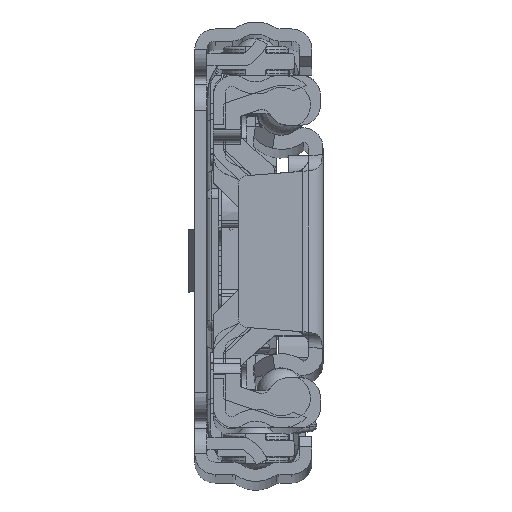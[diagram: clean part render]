
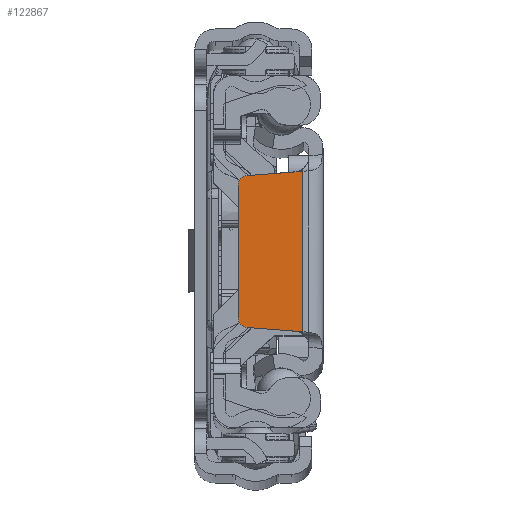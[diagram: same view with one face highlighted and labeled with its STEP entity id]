
A CAD part, top view. The second image highlights one B-rep face of the part: STEP entity #122867.
In plain terms, the highlighted face is planar.
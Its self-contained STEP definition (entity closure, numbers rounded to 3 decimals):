
#647 = CARTESIAN_POINT ( 'NONE',  ( -7.4, 6.524, 0. ) ) ;
#2165 = VERTEX_POINT ( 'NONE', #22370 ) ;
#2497 = CARTESIAN_POINT ( 'NONE',  ( -7.4, -6.524, 0. ) ) ;
#6564 = LINE ( 'NONE', #81123, #119394 ) ;
#6636 = AXIS2_PLACEMENT_3D ( 'NONE', #647, #51378, #62385 ) ;
#7121 = VERTEX_POINT ( 'NONE', #71624 ) ;
#11206 = CARTESIAN_POINT ( 'NONE',  ( -7.477, -7.521, 0. ) ) ;
#14573 = EDGE_CURVE ( 'NONE', #78918, #81021, #55458, .T. ) ;
#17720 = LINE ( 'NONE', #72121, #68479 ) ;
#21445 = EDGE_CURVE ( 'NONE', #41114, #40421, #106189, .T. ) ;
#22058 = DIRECTION ( 'NONE',  ( 0., -1., 0. ) ) ;
#22370 = CARTESIAN_POINT ( 'NONE',  ( -2.784, -7.885, 0. ) ) ;
#25161 = VECTOR ( 'NONE', #131391, 1000. ) ;
#28660 = ORIENTED_EDGE ( 'NONE', *, *, #91479, .F. ) ;
#31772 = CARTESIAN_POINT ( 'NONE',  ( -2., 7.945, 0. ) ) ;
#32464 = DIRECTION ( 'NONE',  ( -0.997, -0.077, 0. ) ) ;
#34918 = ORIENTED_EDGE ( 'NONE', *, *, #58256, .F. ) ;
#40421 = VERTEX_POINT ( 'NONE', #109125 ) ;
#41114 = VERTEX_POINT ( 'NONE', #59599 ) ;
#42083 = DIRECTION ( 'NONE',  ( 1., 0., 0. ) ) ;
#43321 = EDGE_CURVE ( 'NONE', #81021, #41114, #50137, .T. ) ;
#43931 = DIRECTION ( 'NONE',  ( 1., 0., 0. ) ) ;
#44830 = DIRECTION ( 'NONE',  ( 0., 0., 1. ) ) ;
#46659 = VERTEX_POINT ( 'NONE', #31772 ) ;
#50137 = LINE ( 'NONE', #129291, #81800 ) ;
#50514 = LINE ( 'NONE', #50652, #25161 ) ;
#50548 = LINE ( 'NONE', #55388, #93315 ) ;
#50652 = CARTESIAN_POINT ( 'NONE',  ( -2., -7.945, 0. ) ) ;
#51378 = DIRECTION ( 'NONE',  ( 0., 0., -1. ) ) ;
#53751 = CARTESIAN_POINT ( 'NONE',  ( -4.143, -13.87, 0. ) ) ;
#55388 = CARTESIAN_POINT ( 'NONE',  ( -2., 7.945, 0. ) ) ;
#55458 = CIRCLE ( 'NONE', #70585, 1. ) ;
#58256 = EDGE_CURVE ( 'NONE', #78534, #40421, #72136, .T. ) ;
#59599 = CARTESIAN_POINT ( 'NONE',  ( -8.4, 6.524, 0. ) ) ;
#60305 = DIRECTION ( 'NONE',  ( 0.997, -0.077, 0. ) ) ;
#62385 = DIRECTION ( 'NONE',  ( 1., 0., 0. ) ) ;
#64170 = EDGE_CURVE ( 'NONE', #7121, #2165, #50514, .T. ) ;
#68479 = VECTOR ( 'NONE', #22058, 1000. ) ;
#70585 = AXIS2_PLACEMENT_3D ( 'NONE', #2497, #123770, #42083 ) ;
#71624 = CARTESIAN_POINT ( 'NONE',  ( -2., -7.945, 0. ) ) ;
#72121 = CARTESIAN_POINT ( 'NONE',  ( -2., -13.87, 0. ) ) ;
#72136 = LINE ( 'NONE', #123052, #105639 ) ;
#77339 = CARTESIAN_POINT ( 'NONE',  ( -8.4, -6.524, 0. ) ) ;
#78534 = VERTEX_POINT ( 'NONE', #124567 ) ;
#78918 = VERTEX_POINT ( 'NONE', #11206 ) ;
#80562 = FACE_OUTER_BOUND ( 'NONE', #108987, .T. ) ;
#81021 = VERTEX_POINT ( 'NONE', #77339 ) ;
#81123 = CARTESIAN_POINT ( 'NONE',  ( -8.4, -7.45, 0. ) ) ;
#81800 = VECTOR ( 'NONE', #119973, 1000. ) ;
#84264 = ORIENTED_EDGE ( 'NONE', *, *, #14573, .T. ) ;
#84747 = PLANE ( 'NONE',  #103351 ) ;
#91144 = ORIENTED_EDGE ( 'NONE', *, *, #64170, .T. ) ;
#91479 = EDGE_CURVE ( 'NONE', #78918, #2165, #6564, .T. ) ;
#93315 = VECTOR ( 'NONE', #126400, 1000. ) ;
#94944 = ORIENTED_EDGE ( 'NONE', *, *, #111328, .T. ) ;
#97980 = ORIENTED_EDGE ( 'NONE', *, *, #43321, .T. ) ;
#102146 = EDGE_CURVE ( 'NONE', #46659, #78534, #50548, .T. ) ;
#103351 = AXIS2_PLACEMENT_3D ( 'NONE', #53751, #44830, #43931 ) ;
#105639 = VECTOR ( 'NONE', #32464, 1000. ) ;
#106189 = CIRCLE ( 'NONE', #6636, 1. ) ;
#108987 = EDGE_LOOP ( 'NONE', ( #28660, #84264, #97980, #113420, #34918, #118787, #94944, #91144 ) ) ;
#109125 = CARTESIAN_POINT ( 'NONE',  ( -7.477, 7.521, 0. ) ) ;
#111328 = EDGE_CURVE ( 'NONE', #46659, #7121, #17720, .T. ) ;
#113420 = ORIENTED_EDGE ( 'NONE', *, *, #21445, .T. ) ;
#118787 = ORIENTED_EDGE ( 'NONE', *, *, #102146, .F. ) ;
#119394 = VECTOR ( 'NONE', #60305, 1000. ) ;
#119973 = DIRECTION ( 'NONE',  ( 0., 1., 0. ) ) ;
#122867 = ADVANCED_FACE ( 'NONE', ( #80562 ), #84747, .F. ) ;
#123052 = CARTESIAN_POINT ( 'NONE',  ( -8.4, 7.45, 0. ) ) ;
#123770 = DIRECTION ( 'NONE',  ( 0., 0., -1. ) ) ;
#124567 = CARTESIAN_POINT ( 'NONE',  ( -2.784, 7.885, 0. ) ) ;
#126400 = DIRECTION ( 'NONE',  ( -0.997, -0.077, 0. ) ) ;
#129291 = CARTESIAN_POINT ( 'NONE',  ( -8.4, 8.1, 0. ) ) ;
#131391 = DIRECTION ( 'NONE',  ( -0.997, 0.077, 0. ) ) ;
